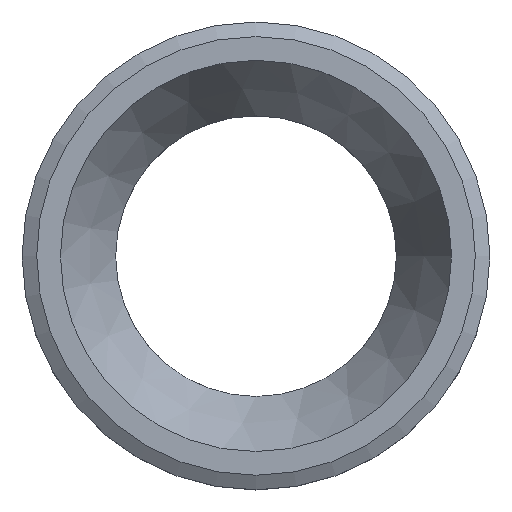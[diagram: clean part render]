
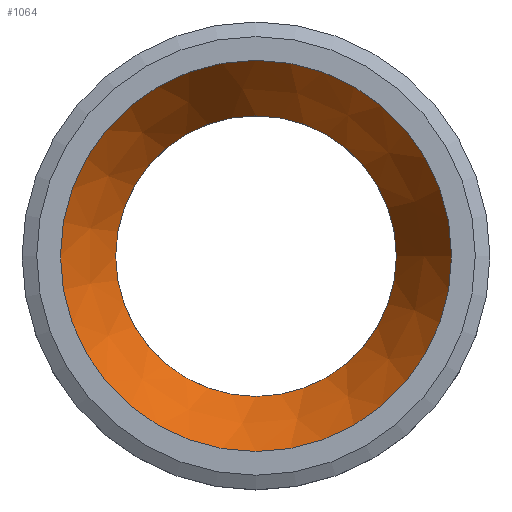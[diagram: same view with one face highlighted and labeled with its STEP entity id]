
A CAD part, top view. The second image highlights one B-rep face of the part: STEP entity #1064.
In plain terms, the highlighted conical face has half-angle 30 degrees and reference radius 13.5 mm.
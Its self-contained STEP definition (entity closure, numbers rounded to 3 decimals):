
#34=CONICAL_SURFACE('',#1139,13.5,0.524);
#174=ORIENTED_EDGE('',*,*,#402,.T.);
#175=ORIENTED_EDGE('',*,*,#403,.F.);
#402=EDGE_CURVE('',#515,#515,#574,.T.);
#403=EDGE_CURVE('',#516,#516,#575,.T.);
#515=VERTEX_POINT('',#1613);
#516=VERTEX_POINT('',#1615);
#574=CIRCLE('',#1140,16.733);
#575=CIRCLE('',#1141,12.);
#626=EDGE_LOOP('',(#174));
#627=EDGE_LOOP('',(#175));
#680=FACE_BOUND('',#626,.T.);
#681=FACE_BOUND('',#627,.T.);
#1064=ADVANCED_FACE('',(#680,#681),#34,.F.);
#1139=AXIS2_PLACEMENT_3D('',#1611,#1297,#1298);
#1140=AXIS2_PLACEMENT_3D('',#1612,#1299,#1300);
#1141=AXIS2_PLACEMENT_3D('',#1614,#1301,#1302);
#1297=DIRECTION('',(0.,0.,1.));
#1298=DIRECTION('',(1.,0.,0.));
#1299=DIRECTION('',(0.,0.,1.));
#1300=DIRECTION('',(1.,0.,0.));
#1301=DIRECTION('',(0.,0.,1.));
#1302=DIRECTION('',(1.,0.,0.));
#1611=CARTESIAN_POINT('',(0.,0.,7.55));
#1612=CARTESIAN_POINT('',(0.,0.,13.15));
#1613=CARTESIAN_POINT('',(16.733,0.,13.15));
#1614=CARTESIAN_POINT('',(0.,0.,4.952));
#1615=CARTESIAN_POINT('',(12.,0.,4.952));
